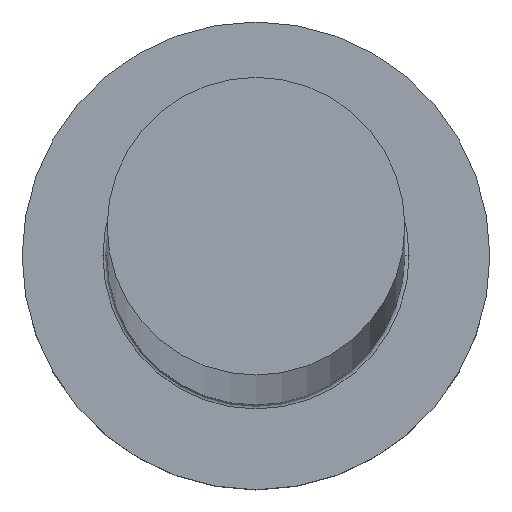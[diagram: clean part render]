
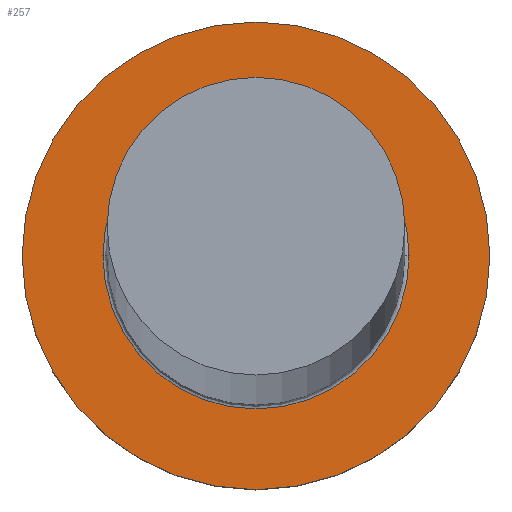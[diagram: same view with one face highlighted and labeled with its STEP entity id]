
A CAD part, top view. The second image highlights one B-rep face of the part: STEP entity #257.
In plain terms, the highlighted planar face has unit normal (0, 0, 1).
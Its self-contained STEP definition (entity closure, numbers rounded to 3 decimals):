
#4 = EDGE_LOOP ( 'NONE', ( #76, #200 ) ) ;
#11 = AXIS2_PLACEMENT_3D ( 'NONE', #14, #160, #113 ) ;
#14 = CARTESIAN_POINT ( 'NONE',  ( 0., 0., 7. ) ) ;
#22 = CARTESIAN_POINT ( 'NONE',  ( -11., 0., 7. ) ) ;
#26 = ORIENTED_EDGE ( 'NONE', *, *, #275, .T. ) ;
#32 = ORIENTED_EDGE ( 'NONE', *, *, #83, .T. ) ;
#43 = PLANE ( 'NONE',  #158 ) ;
#61 = CARTESIAN_POINT ( 'NONE',  ( 0., 0., 7. ) ) ;
#64 = CARTESIAN_POINT ( 'NONE',  ( 0., 0., 7. ) ) ;
#67 = DIRECTION ( 'NONE',  ( 0., 0., 1. ) ) ;
#73 = DIRECTION ( 'NONE',  ( 1., 0., 0. ) ) ;
#76 = ORIENTED_EDGE ( 'NONE', *, *, #142, .T. ) ;
#77 = AXIS2_PLACEMENT_3D ( 'NONE', #61, #164, #73 ) ;
#79 = EDGE_LOOP ( 'NONE', ( #32, #26 ) ) ;
#83 = EDGE_CURVE ( 'NONE', #175, #240, #224, .T. ) ;
#100 = CARTESIAN_POINT ( 'NONE',  ( 7.2, 0., 7. ) ) ;
#106 = VERTEX_POINT ( 'NONE', #193 ) ;
#113 = DIRECTION ( 'NONE',  ( 1., 0., 0. ) ) ;
#115 = FACE_OUTER_BOUND ( 'NONE', #4, .T. ) ;
#134 = CIRCLE ( 'NONE', #180, 11. ) ;
#136 = CARTESIAN_POINT ( 'NONE',  ( 0., 0., 7. ) ) ;
#142 = EDGE_CURVE ( 'NONE', #152, #106, #134, .T. ) ;
#152 = VERTEX_POINT ( 'NONE', #22 ) ;
#158 = AXIS2_PLACEMENT_3D ( 'NONE', #136, #67, #185 ) ;
#160 = DIRECTION ( 'NONE',  ( 0., 0., -1. ) ) ;
#162 = DIRECTION ( 'NONE',  ( 1., 0., 0. ) ) ;
#164 = DIRECTION ( 'NONE',  ( 0., 0., -1. ) ) ;
#174 = DIRECTION ( 'NONE',  ( 1., 0., 0. ) ) ;
#175 = VERTEX_POINT ( 'NONE', #100 ) ;
#180 = AXIS2_PLACEMENT_3D ( 'NONE', #212, #195, #174 ) ;
#185 = DIRECTION ( 'NONE',  ( 1., 0., 0. ) ) ;
#193 = CARTESIAN_POINT ( 'NONE',  ( 11., 0., 7. ) ) ;
#195 = DIRECTION ( 'NONE',  ( 0., 0., 1. ) ) ;
#200 = ORIENTED_EDGE ( 'NONE', *, *, #261, .T. ) ;
#204 = DIRECTION ( 'NONE',  ( 0., 0., 1. ) ) ;
#212 = CARTESIAN_POINT ( 'NONE',  ( 0., 0., 7. ) ) ;
#221 = AXIS2_PLACEMENT_3D ( 'NONE', #64, #204, #162 ) ;
#224 = CIRCLE ( 'NONE', #77, 7.2 ) ;
#228 = FACE_BOUND ( 'NONE', #79, .T. ) ;
#240 = VERTEX_POINT ( 'NONE', #277 ) ;
#257 = ADVANCED_FACE ( 'NONE', ( #228, #115 ), #43, .T. ) ;
#261 = EDGE_CURVE ( 'NONE', #106, #152, #282, .T. ) ;
#275 = EDGE_CURVE ( 'NONE', #240, #175, #303, .T. ) ;
#277 = CARTESIAN_POINT ( 'NONE',  ( -7.2, 0., 7. ) ) ;
#282 = CIRCLE ( 'NONE', #221, 11. ) ;
#303 = CIRCLE ( 'NONE', #11, 7.2 ) ;
